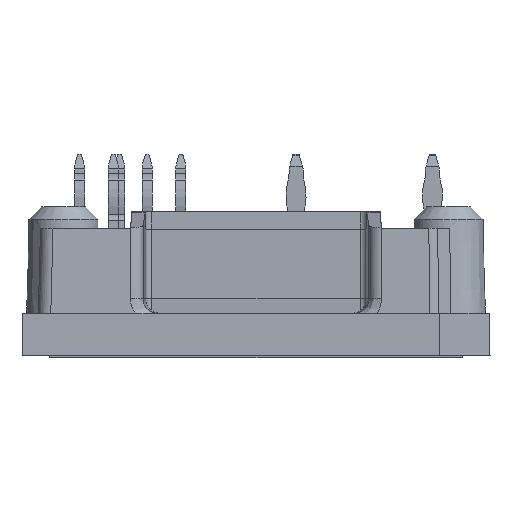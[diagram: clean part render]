
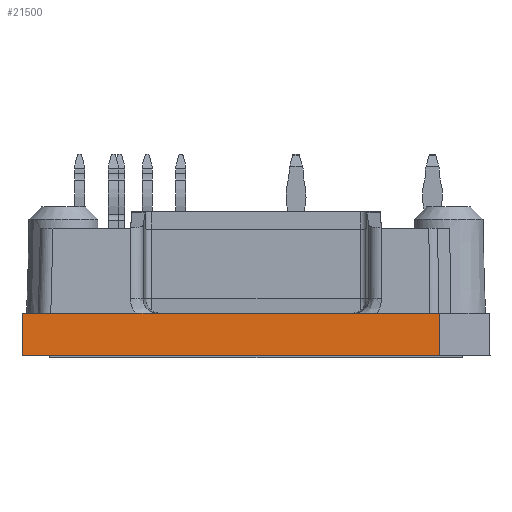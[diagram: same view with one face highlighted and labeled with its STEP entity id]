
A CAD part, left-side view. The second image highlights one B-rep face of the part: STEP entity #21500.
In plain terms, the highlighted planar face has unit normal (-1, 0, 0.018).
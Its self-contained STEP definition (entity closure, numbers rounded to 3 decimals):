
#1618=ORIENTED_EDGE('',*,*,#6176,.T.);
#1619=ORIENTED_EDGE('',*,*,#6177,.F.);
#1620=ORIENTED_EDGE('',*,*,#6174,.T.);
#1621=ORIENTED_EDGE('',*,*,#6127,.T.);
#6127=EDGE_CURVE('',#8351,#8355,#9897,.F.);
#6174=EDGE_CURVE('',#8396,#8351,#9936,.T.);
#6176=EDGE_CURVE('',#8355,#8397,#9938,.F.);
#6177=EDGE_CURVE('',#8396,#8397,#9939,.F.);
#8351=VERTEX_POINT('',#29314);
#8355=VERTEX_POINT('',#29322);
#8396=VERTEX_POINT('',#29418);
#8397=VERTEX_POINT('',#29422);
#9897=LINE('',#29323,#11561);
#9936=LINE('',#29417,#11600);
#9938=LINE('',#29421,#11602);
#9939=LINE('',#29423,#11603);
#11561=VECTOR('',#24548,1000.);
#11600=VECTOR('',#24617,1000.);
#11602=VECTOR('',#24621,1000.);
#11603=VECTOR('',#24622,1000.);
#13066=EDGE_LOOP('',(#1618,#1619,#1620,#1621));
#14014=FACE_BOUND('',#13066,.T.);
#14898=PLANE('',#22499);
#21500=ADVANCED_FACE('',(#14014),#14898,.T.);
#22499=AXIS2_PLACEMENT_3D('',#29420,#24619,#24620);
#24548=DIRECTION('',(0.,1.,0.));
#24617=DIRECTION('',(-0.017,0.017,-1.));
#24619=DIRECTION('',(-1.,0.,0.017));
#24620=DIRECTION('',(0.017,0.,1.));
#24621=DIRECTION('',(-0.017,-0.007,-1.));
#24622=DIRECTION('',(0.,1.,0.));
#29314=CARTESIAN_POINT('',(-41.,18.7,0.));
#29322=CARTESIAN_POINT('',(-41.,-14.7,0.));
#29323=CARTESIAN_POINT('',(-41.,0.,0.));
#29417=CARTESIAN_POINT('',(-40.994,18.694,0.326));
#29418=CARTESIAN_POINT('',(-40.941,18.641,3.4));
#29420=CARTESIAN_POINT('',(-41.,0.,0.));
#29421=CARTESIAN_POINT('',(-40.998,-14.699,0.134));
#29422=CARTESIAN_POINT('',(-40.941,-14.675,3.4));
#29423=CARTESIAN_POINT('',(-40.941,0.,3.4));
